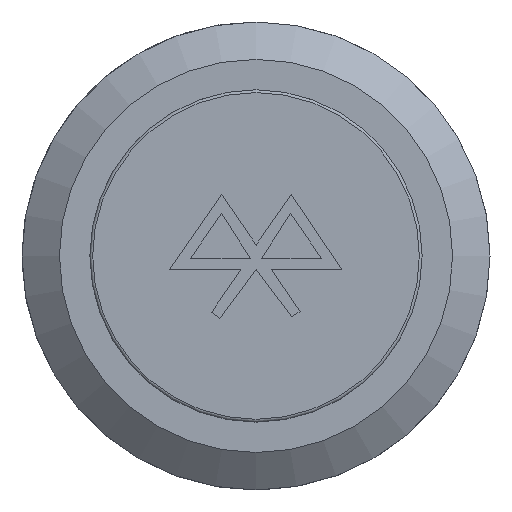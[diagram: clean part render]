
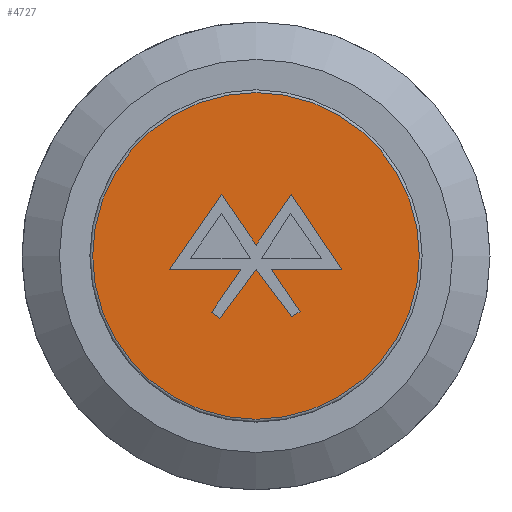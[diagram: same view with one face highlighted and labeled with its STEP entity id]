
A CAD part, top view. The second image highlights one B-rep face of the part: STEP entity #4727.
In plain terms, the highlighted planar face has unit normal (0, 0, 1).
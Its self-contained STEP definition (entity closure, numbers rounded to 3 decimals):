
#193=CIRCLE('',#5000,8.725);
#198=CIRCLE('',#5005,8.725);
#334=FACE_BOUND('',#627,.T.);
#371=FACE_OUTER_BOUND('',#626,.T.);
#626=EDGE_LOOP('',(#3137,#3138));
#627=EDGE_LOOP('',(#3139,#3140,#3141,#3142,#3143,#3144,#3145,#3146,#3147,
#3148,#3149,#3150));
#908=LINE('',#6528,#1402);
#909=LINE('',#6530,#1403);
#910=LINE('',#6532,#1404);
#911=LINE('',#6534,#1405);
#912=LINE('',#6536,#1406);
#913=LINE('',#6538,#1407);
#914=LINE('',#6540,#1408);
#915=LINE('',#6542,#1409);
#916=LINE('',#6544,#1410);
#917=LINE('',#6546,#1411);
#918=LINE('',#6548,#1412);
#919=LINE('',#6549,#1413);
#1402=VECTOR('',#5344,10.);
#1403=VECTOR('',#5345,10.);
#1404=VECTOR('',#5346,10.);
#1405=VECTOR('',#5347,10.);
#1406=VECTOR('',#5348,10.);
#1407=VECTOR('',#5349,10.);
#1408=VECTOR('',#5350,10.);
#1409=VECTOR('',#5351,10.);
#1410=VECTOR('',#5352,10.);
#1411=VECTOR('',#5353,10.);
#1412=VECTOR('',#5354,10.);
#1413=VECTOR('',#5355,10.);
#1896=VERTEX_POINT('',#6526);
#1897=VERTEX_POINT('',#6527);
#1898=VERTEX_POINT('',#6529);
#1899=VERTEX_POINT('',#6531);
#1900=VERTEX_POINT('',#6533);
#1901=VERTEX_POINT('',#6535);
#1902=VERTEX_POINT('',#6537);
#1903=VERTEX_POINT('',#6539);
#1904=VERTEX_POINT('',#6541);
#1905=VERTEX_POINT('',#6543);
#1906=VERTEX_POINT('',#6545);
#1907=VERTEX_POINT('',#6547);
#1914=VERTEX_POINT('',#6565);
#1915=VERTEX_POINT('',#6566);
#2381=EDGE_CURVE('',#1896,#1897,#908,.T.);
#2382=EDGE_CURVE('',#1898,#1896,#909,.T.);
#2383=EDGE_CURVE('',#1899,#1898,#910,.T.);
#2384=EDGE_CURVE('',#1900,#1899,#911,.T.);
#2385=EDGE_CURVE('',#1901,#1900,#912,.T.);
#2386=EDGE_CURVE('',#1902,#1901,#913,.T.);
#2387=EDGE_CURVE('',#1903,#1902,#914,.T.);
#2388=EDGE_CURVE('',#1904,#1903,#915,.T.);
#2389=EDGE_CURVE('',#1905,#1904,#916,.T.);
#2390=EDGE_CURVE('',#1906,#1905,#917,.T.);
#2391=EDGE_CURVE('',#1907,#1906,#918,.T.);
#2392=EDGE_CURVE('',#1897,#1907,#919,.T.);
#2399=EDGE_CURVE('',#1914,#1915,#193,.T.);
#2404=EDGE_CURVE('',#1915,#1914,#198,.T.);
#3137=ORIENTED_EDGE('',*,*,#2399,.F.);
#3138=ORIENTED_EDGE('',*,*,#2404,.F.);
#3139=ORIENTED_EDGE('',*,*,#2391,.T.);
#3140=ORIENTED_EDGE('',*,*,#2390,.T.);
#3141=ORIENTED_EDGE('',*,*,#2389,.T.);
#3142=ORIENTED_EDGE('',*,*,#2388,.T.);
#3143=ORIENTED_EDGE('',*,*,#2387,.T.);
#3144=ORIENTED_EDGE('',*,*,#2386,.T.);
#3145=ORIENTED_EDGE('',*,*,#2385,.T.);
#3146=ORIENTED_EDGE('',*,*,#2384,.T.);
#3147=ORIENTED_EDGE('',*,*,#2383,.T.);
#3148=ORIENTED_EDGE('',*,*,#2382,.T.);
#3149=ORIENTED_EDGE('',*,*,#2381,.T.);
#3150=ORIENTED_EDGE('',*,*,#2392,.T.);
#4559=PLANE('',#5006);
#4727=ADVANCED_FACE('',(#371,#334),#4559,.T.);
#5000=AXIS2_PLACEMENT_3D('',#6567,#5368,#5369);
#5005=AXIS2_PLACEMENT_3D('',#6575,#5378,#5379);
#5006=AXIS2_PLACEMENT_3D('',#6576,#5380,#5381);
#5344=DIRECTION('',(-0.8,0.6,0.));
#5345=DIRECTION('',(-0.595,-0.803,0.));
#5346=DIRECTION('',(-0.595,0.803,0.));
#5347=DIRECTION('',(-0.846,-0.533,0.));
#5348=DIRECTION('',(0.564,-0.826,0.));
#5349=DIRECTION('',(-1.,0.,0.));
#5350=DIRECTION('',(0.558,-0.83,0.));
#5351=DIRECTION('',(0.567,0.824,0.));
#5352=DIRECTION('',(0.563,-0.827,0.));
#5353=DIRECTION('',(0.571,0.821,0.));
#5354=DIRECTION('',(-1.,0.,0.));
#5355=DIRECTION('',(0.565,0.825,0.));
#5368=DIRECTION('center_axis',(0.,0.,
-1.));
#5369=DIRECTION('ref_axis',(0.,-1.,0.));
#5378=DIRECTION('center_axis',(0.,0.,
-1.));
#5379=DIRECTION('ref_axis',(0.,-1.,0.));
#5380=DIRECTION('center_axis',(0.,0.,
1.));
#5381=DIRECTION('ref_axis',(0.,1.,0.));
#6526=CARTESIAN_POINT('',(-1.934,-3.324,2.));
#6527=CARTESIAN_POINT('',(-2.366,-3.,2.));
#6528=CARTESIAN_POINT('',(-1.934,-3.324,2.));
#6529=CARTESIAN_POINT('',(0.008,-0.704,2.));
#6530=CARTESIAN_POINT('',(0.008,-0.704,2.));
#6531=CARTESIAN_POINT('',(1.899,-3.256,2.));
#6532=CARTESIAN_POINT('',(1.899,-3.256,2.));
#6533=CARTESIAN_POINT('',(2.356,-2.969,2.));
#6534=CARTESIAN_POINT('',(2.356,-2.969,2.));
#6535=CARTESIAN_POINT('',(0.819,-0.72,2.));
#6536=CARTESIAN_POINT('',(0.819,-0.72,2.));
#6537=CARTESIAN_POINT('',(4.585,-0.72,2.));
#6538=CARTESIAN_POINT('',(4.585,-0.72,2.));
#6539=CARTESIAN_POINT('',(1.883,3.303,2.));
#6540=CARTESIAN_POINT('',(1.883,3.303,2.));
#6541=CARTESIAN_POINT('',(0.008,0.581,2.));
#6542=CARTESIAN_POINT('',(0.008,0.581,2.));
#6543=CARTESIAN_POINT('',(-1.833,3.286,2.));
#6544=CARTESIAN_POINT('',(-1.833,3.286,2.));
#6545=CARTESIAN_POINT('',(-4.62,-0.72,2.));
#6546=CARTESIAN_POINT('',(-4.62,-0.72,2.));
#6547=CARTESIAN_POINT('',(-0.803,-0.72,2.));
#6548=CARTESIAN_POINT('',(-0.803,-0.72,2.));
#6549=CARTESIAN_POINT('',(-2.366,-3.,2.));
#6565=CARTESIAN_POINT('',(0.,8.725,2.));
#6566=CARTESIAN_POINT('',(0.,-8.725,2.));
#6567=CARTESIAN_POINT('Origin',(0.,0.,
2.));
#6575=CARTESIAN_POINT('Origin',(0.,0.,
2.));
#6576=CARTESIAN_POINT('Origin',(0.,0.,
2.));
